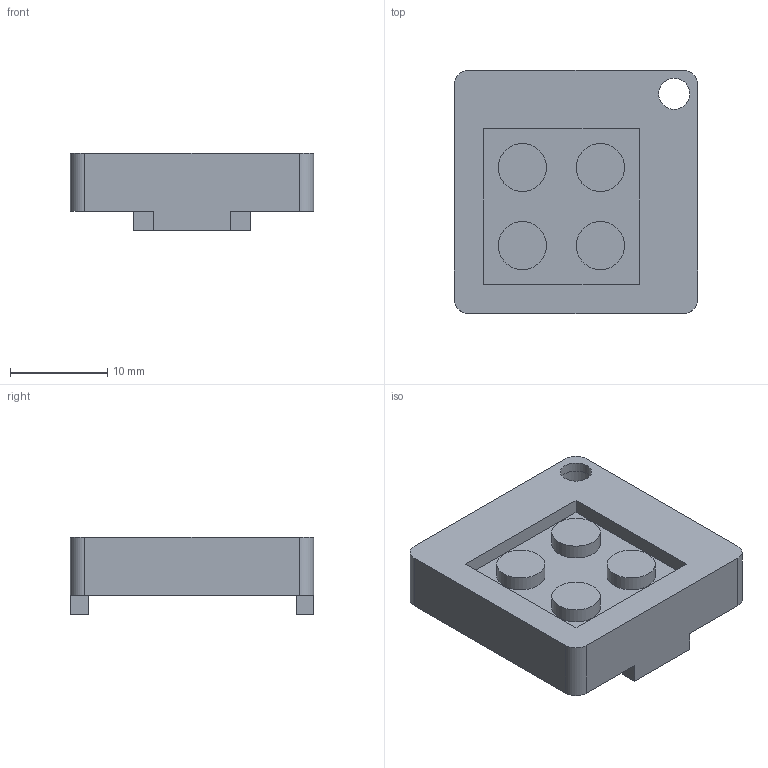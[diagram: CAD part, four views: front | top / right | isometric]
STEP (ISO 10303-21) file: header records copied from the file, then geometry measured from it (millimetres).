
FILE_DESCRIPTION(/* description */ (''),/* implementation_level */ '2;1');
FILE_NAME(/* name */ 'Base_Brick_Magnet v9.step',/* time_stamp */ '2024-11-21T17:07:46+01:00',/* author */ (''),/* organization */ (''),/* preprocessor_version */ 'ST-DEVELOPER v20',/* originating_system */ 'Autodesk Translation Framework v13.20.0.188',/* authorisation */ '');
FILE_SCHEMA (('AUTOMOTIVE_DESIGN { 1 0 10303 214 3 1 1 }'));
Length unit declared in the file: millimetre
Products named in the file (1): IR_MiniHolder_Medium_3mm
Bounding box: 25 x 25 x 8 mm (x, y, z)
Volume: 2065.2 mm3; surface area: 2508.8 mm2
Topology: 1 solids, 1 shells, 71 faces, 178 edges, 118 vertices
Faces by surface type: plane 43, cylinder 27, torus 1
Full cylindrical faces by diameter (mm): 3.2 x4, 4.2 x1, 4.95 x4
Entity records: 2194 total; most frequent: CARTESIAN_POINT 391, DIRECTION 376, ORIENTED_EDGE 356, EDGE_CURVE 178, AXIS2_PLACEMENT_3D 129, LINE 118, VECTOR 118, VERTEX_POINT 118
